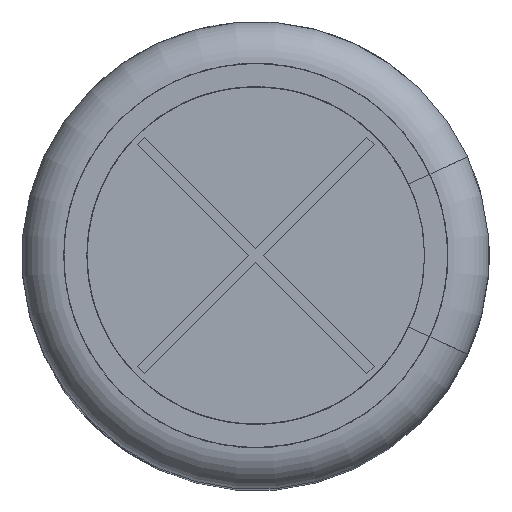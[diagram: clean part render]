
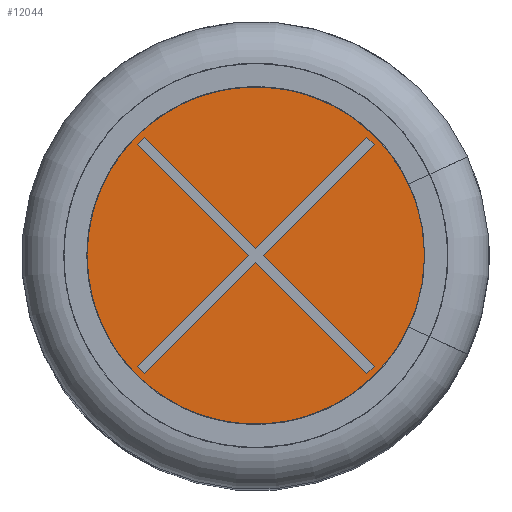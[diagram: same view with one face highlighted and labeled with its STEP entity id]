
A CAD part, top view. The second image highlights one B-rep face of the part: STEP entity #12044.
In plain terms, the highlighted planar face has unit normal (0, 0, 1).
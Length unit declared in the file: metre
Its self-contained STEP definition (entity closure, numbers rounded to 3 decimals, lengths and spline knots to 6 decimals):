
#422=LINE('',#15749,#1101);
#425=LINE('',#15755,#1104);
#427=LINE('',#15759,#1106);
#429=LINE('',#15763,#1108);
#431=LINE('',#15767,#1110);
#433=LINE('',#15771,#1112);
#435=LINE('',#15775,#1114);
#437=LINE('',#15779,#1116);
#439=LINE('',#15783,#1118);
#441=LINE('',#15787,#1120);
#443=LINE('',#15791,#1122);
#445=LINE('',#15795,#1124);
#1101=VECTOR('',#13394,1.);
#1104=VECTOR('',#13399,1.);
#1106=VECTOR('',#13403,1.);
#1108=VECTOR('',#13407,1.);
#1110=VECTOR('',#13411,1.);
#1112=VECTOR('',#13415,1.);
#1114=VECTOR('',#13419,1.);
#1116=VECTOR('',#13423,1.);
#1118=VECTOR('',#13427,1.);
#1120=VECTOR('',#13431,1.);
#1122=VECTOR('',#13435,1.);
#1124=VECTOR('',#13439,1.);
#2027=ORIENTED_EDGE('',*,*,#4422,.T.);
#2028=ORIENTED_EDGE('',*,*,#4445,.T.);
#2029=ORIENTED_EDGE('',*,*,#4443,.T.);
#2030=ORIENTED_EDGE('',*,*,#4441,.T.);
#2031=ORIENTED_EDGE('',*,*,#4439,.T.);
#2032=ORIENTED_EDGE('',*,*,#4437,.T.);
#2033=ORIENTED_EDGE('',*,*,#4435,.T.);
#2034=ORIENTED_EDGE('',*,*,#4433,.T.);
#2035=ORIENTED_EDGE('',*,*,#4431,.T.);
#2036=ORIENTED_EDGE('',*,*,#4429,.T.);
#2037=ORIENTED_EDGE('',*,*,#4427,.T.);
#2038=ORIENTED_EDGE('',*,*,#4425,.T.);
#2039=ORIENTED_EDGE('',*,*,#4477,.F.);
#4422=EDGE_CURVE('',#5691,#5692,#422,.T.);
#4425=EDGE_CURVE('',#5693,#5691,#425,.T.);
#4427=EDGE_CURVE('',#5694,#5693,#427,.T.);
#4429=EDGE_CURVE('',#5695,#5694,#429,.T.);
#4431=EDGE_CURVE('',#5696,#5695,#431,.T.);
#4433=EDGE_CURVE('',#5697,#5696,#433,.T.);
#4435=EDGE_CURVE('',#5698,#5697,#435,.T.);
#4437=EDGE_CURVE('',#5699,#5698,#437,.T.);
#4439=EDGE_CURVE('',#5700,#5699,#439,.T.);
#4441=EDGE_CURVE('',#5701,#5700,#441,.T.);
#4443=EDGE_CURVE('',#5702,#5701,#443,.T.);
#4445=EDGE_CURVE('',#5692,#5702,#445,.T.);
#4477=EDGE_CURVE('',#5732,#5732,#6565,.T.);
#5691=VERTEX_POINT('',#15750);
#5692=VERTEX_POINT('',#15751);
#5693=VERTEX_POINT('',#15756);
#5694=VERTEX_POINT('',#15760);
#5695=VERTEX_POINT('',#15764);
#5696=VERTEX_POINT('',#15768);
#5697=VERTEX_POINT('',#15772);
#5698=VERTEX_POINT('',#15776);
#5699=VERTEX_POINT('',#15780);
#5700=VERTEX_POINT('',#15784);
#5701=VERTEX_POINT('',#15788);
#5702=VERTEX_POINT('',#15792);
#5732=VERTEX_POINT('',#15872);
#6565=CIRCLE('',#12581,0.005343);
#6912=EDGE_LOOP('',(#2027,#2028,#2029,#2030,#2031,#2032,#2033,#2034,#2035,
#2036,#2037,#2038));
#6913=EDGE_LOOP('',(#2039));
#7530=FACE_BOUND('',#6912,.T.);
#7531=FACE_BOUND('',#6913,.T.);
#8105=PLANE('',#12612);
#12044=ADVANCED_FACE('',(#7530,#7531),#8105,.T.);
#12581=AXIS2_PLACEMENT_3D('',#15871,#13524,#13525);
#12612=AXIS2_PLACEMENT_3D('',#15910,#13586,#13587);
#13394=DIRECTION('',(0.707,0.707,0.));
#13399=DIRECTION('',(-0.707,0.707,0.));
#13403=DIRECTION('',(0.707,0.707,0.));
#13407=DIRECTION('',(-0.707,0.707,0.));
#13411=DIRECTION('',(-0.707,-0.707,0.));
#13415=DIRECTION('',(-0.707,0.707,0.));
#13419=DIRECTION('',(-0.707,-0.707,0.));
#13423=DIRECTION('',(0.707,-0.707,0.));
#13427=DIRECTION('',(-0.707,-0.707,0.));
#13431=DIRECTION('',(0.707,-0.707,0.));
#13435=DIRECTION('',(0.707,0.707,0.));
#13439=DIRECTION('',(0.707,-0.707,0.));
#13524=DIRECTION('',(0.,0.,-1.));
#13525=DIRECTION('',(-1.,0.,0.));
#13586=DIRECTION('',(0.,0.,1.));
#13587=DIRECTION('',(1.,0.,0.));
#15749=CARTESIAN_POINT('',(-0.003088,0.003292,0.02478));
#15750=CARTESIAN_POINT('',(-0.003292,0.003088,0.02478));
#15751=CARTESIAN_POINT('',(-0.003088,0.003292,0.02478));
#15755=CARTESIAN_POINT('',(-0.000204,0.,0.02478));
#15756=CARTESIAN_POINT('',(-0.000204,0.,0.02478));
#15759=CARTESIAN_POINT('',(-0.000204,0.,0.02478));
#15760=CARTESIAN_POINT('',(-0.003292,-0.003088,0.02478));
#15763=CARTESIAN_POINT('',(-0.003088,-0.003292,0.02478));
#15764=CARTESIAN_POINT('',(-0.003088,-0.003292,0.02478));
#15767=CARTESIAN_POINT('',(0.,-0.000204,
0.02478));
#15768=CARTESIAN_POINT('',(0.,-0.000204,
0.02478));
#15771=CARTESIAN_POINT('',(0.,-0.000204,
0.02478));
#15772=CARTESIAN_POINT('',(0.003088,-0.003292,0.02478));
#15775=CARTESIAN_POINT('',(0.003292,-0.003088,0.02478));
#15776=CARTESIAN_POINT('',(0.003292,-0.003088,0.02478));
#15779=CARTESIAN_POINT('',(0.000204,0.,0.02478));
#15780=CARTESIAN_POINT('',(0.000204,0.,0.02478));
#15783=CARTESIAN_POINT('',(0.000204,0.,0.02478));
#15784=CARTESIAN_POINT('',(0.003292,0.003088,0.02478));
#15787=CARTESIAN_POINT('',(0.003292,0.003088,0.02478));
#15788=CARTESIAN_POINT('',(0.003088,0.003292,0.02478));
#15791=CARTESIAN_POINT('',(0.,0.000204,0.02478));
#15792=CARTESIAN_POINT('',(0.,0.000204,0.02478));
#15795=CARTESIAN_POINT('',(0.,0.000204,0.02478));
#15871=CARTESIAN_POINT('',(0.,0.,0.02478));
#15872=CARTESIAN_POINT('',(-0.005343,0.,0.02478));
#15910=CARTESIAN_POINT('',(-0.005343,0.,0.02478));
